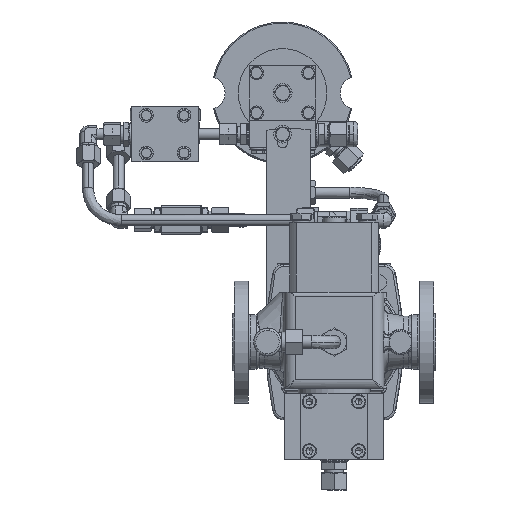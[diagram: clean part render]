
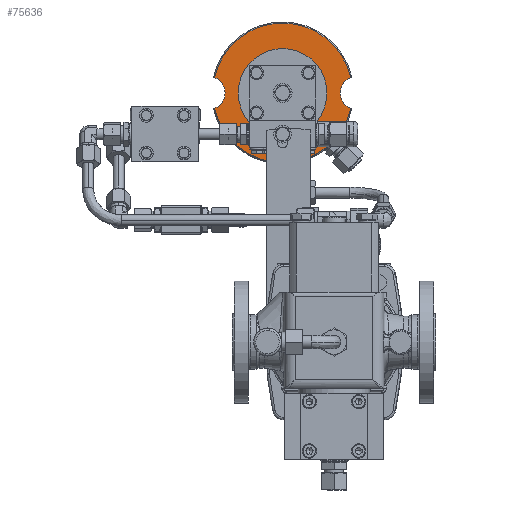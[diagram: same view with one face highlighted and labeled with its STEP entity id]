
A CAD part, front view. The second image highlights one B-rep face of the part: STEP entity #75636.
In plain terms, the highlighted planar face has unit normal (0, -1, 0).
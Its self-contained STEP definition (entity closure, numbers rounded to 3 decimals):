
#3168 = DIRECTION ( 'NONE',  ( 0., -1., 0. ) ) ;
#7795 = CIRCLE ( 'NONE', #63119, 63. ) ;
#14979 = DIRECTION ( 'NONE',  ( 0., 0., 1. ) ) ;
#19200 = CIRCLE ( 'NONE', #152989, 15. ) ;
#20224 = PLANE ( 'NONE',  #118703 ) ;
#22657 = DIRECTION ( 'NONE',  ( 0., -1., 0. ) ) ;
#23709 = VERTEX_POINT ( 'NONE', #160167 ) ;
#26053 = CARTESIAN_POINT ( 'NONE',  ( -46.398, 259.5, 225.848 ) ) ;
#32887 = AXIS2_PLACEMENT_3D ( 'NONE', #128766, #53204, #141944 ) ;
#33442 = CARTESIAN_POINT ( 'NONE',  ( -46.398, 259.5, 288.848 ) ) ;
#34504 = CIRCLE ( 'NONE', #97161, 15. ) ;
#35968 = FACE_OUTER_BOUND ( 'NONE', #136985, .T. ) ;
#41179 = EDGE_CURVE ( 'NONE', #61531, #164953, #104496, .T. ) ;
#44532 = CARTESIAN_POINT ( 'NONE',  ( -107.838, 259.5, 239.78 ) ) ;
#47492 = EDGE_CURVE ( 'NONE', #55124, #162856, #159187, .T. ) ;
#47844 = CARTESIAN_POINT ( 'NONE',  ( -46.398, 259.5, 225.848 ) ) ;
#52903 = VERTEX_POINT ( 'NONE', #44532 ) ;
#53204 = DIRECTION ( 'NONE',  ( 0., 1., 0. ) ) ;
#55124 = VERTEX_POINT ( 'NONE', #177161 ) ;
#57125 = VERTEX_POINT ( 'NONE', #118819 ) ;
#60314 = DIRECTION ( 'NONE',  ( 0., 1., 0. ) ) ;
#61004 = ORIENTED_EDGE ( 'NONE', *, *, #47492, .T. ) ;
#61110 = DIRECTION ( 'NONE',  ( 0., 0., 1. ) ) ;
#61531 = VERTEX_POINT ( 'NONE', #185697 ) ;
#63119 = AXIS2_PLACEMENT_3D ( 'NONE', #194745, #148560, #61110 ) ;
#67488 = DIRECTION ( 'NONE',  ( 0., 1., 0. ) ) ;
#68641 = DIRECTION ( 'NONE',  ( 0., 0., 1. ) ) ;
#72138 = ORIENTED_EDGE ( 'NONE', *, *, #127281, .T. ) ;
#75000 = DIRECTION ( 'NONE',  ( 0., 1., 0. ) ) ;
#75636 = ADVANCED_FACE ( 'Defeature ausgef�hrt4_10', ( #184279, #35968 ), #20224, .T. ) ;
#83792 = CARTESIAN_POINT ( 'NONE',  ( -46.398, 259.5, 225.848 ) ) ;
#90651 = AXIS2_PLACEMENT_3D ( 'NONE', #164495, #75000, #119817 ) ;
#95649 = CARTESIAN_POINT ( 'NONE',  ( -46.398, 259.5, 185.848 ) ) ;
#97161 = AXIS2_PLACEMENT_3D ( 'NONE', #139816, #67488, #171477 ) ;
#98725 = ORIENTED_EDGE ( 'NONE', *, *, #183156, .T. ) ;
#104496 = CIRCLE ( 'NONE', #138504, 63. ) ;
#109356 = EDGE_LOOP ( 'NONE', ( #140945, #61004 ) ) ;
#110796 = ORIENTED_EDGE ( 'NONE', *, *, #158906, .T. ) ;
#115640 = AXIS2_PLACEMENT_3D ( 'NONE', #83792, #22657, #68641 ) ;
#117541 = DIRECTION ( 'NONE',  ( 0., 0., 1. ) ) ;
#118703 = AXIS2_PLACEMENT_3D ( 'NONE', #47844, #3168, #123477 ) ;
#118819 = CARTESIAN_POINT ( 'NONE',  ( -107.838, 259.5, 211.917 ) ) ;
#118979 = EDGE_CURVE ( 'NONE', #162856, #55124, #120774, .T. ) ;
#119817 = DIRECTION ( 'NONE',  ( 0., 0., -1. ) ) ;
#120774 = CIRCLE ( 'NONE', #90651, 40. ) ;
#123477 = DIRECTION ( 'NONE',  ( 0., 0., -1. ) ) ;
#127281 = EDGE_CURVE ( 'NONE', #52903, #57125, #19200, .T. ) ;
#128766 = CARTESIAN_POINT ( 'NONE',  ( -46.398, 259.5, 225.848 ) ) ;
#133037 = ORIENTED_EDGE ( 'NONE', *, *, #41179, .T. ) ;
#136985 = EDGE_LOOP ( 'NONE', ( #72138, #110796, #180681, #133037, #98725 ) ) ;
#138504 = AXIS2_PLACEMENT_3D ( 'NONE', #26053, #181293, #117541 ) ;
#139816 = CARTESIAN_POINT ( 'NONE',  ( 20.602, 259.5, 225.848 ) ) ;
#140945 = ORIENTED_EDGE ( 'NONE', *, *, #118979, .T. ) ;
#141944 = DIRECTION ( 'NONE',  ( 0., 0., -1. ) ) ;
#148560 = DIRECTION ( 'NONE',  ( 0., -1., 0. ) ) ;
#152989 = AXIS2_PLACEMENT_3D ( 'NONE', #181307, #60314, #14979 ) ;
#158906 = EDGE_CURVE ( 'NONE', #57125, #23709, #7795, .T. ) ;
#159187 = CIRCLE ( 'NONE', #32887, 40. ) ;
#160167 = CARTESIAN_POINT ( 'NONE',  ( 15.042, 259.5, 211.917 ) ) ;
#162856 = VERTEX_POINT ( 'NONE', #95649 ) ;
#164495 = CARTESIAN_POINT ( 'NONE',  ( -46.398, 259.5, 225.848 ) ) ;
#164953 = VERTEX_POINT ( 'NONE', #33442 ) ;
#166496 = EDGE_CURVE ( 'NONE', #23709, #61531, #34504, .T. ) ;
#171477 = DIRECTION ( 'NONE',  ( 0., 0., 1. ) ) ;
#177161 = CARTESIAN_POINT ( 'NONE',  ( -46.398, 259.5, 265.848 ) ) ;
#180681 = ORIENTED_EDGE ( 'NONE', *, *, #166496, .T. ) ;
#181293 = DIRECTION ( 'NONE',  ( 0., -1., 0. ) ) ;
#181307 = CARTESIAN_POINT ( 'NONE',  ( -113.398, 259.5, 225.848 ) ) ;
#183156 = EDGE_CURVE ( 'NONE', #164953, #52903, #191717, .T. ) ;
#184279 = FACE_BOUND ( 'NONE', #109356, .T. ) ;
#185697 = CARTESIAN_POINT ( 'NONE',  ( 15.042, 259.5, 239.78 ) ) ;
#191717 = CIRCLE ( 'NONE', #115640, 63. ) ;
#194745 = CARTESIAN_POINT ( 'NONE',  ( -46.398, 259.5, 225.848 ) ) ;
